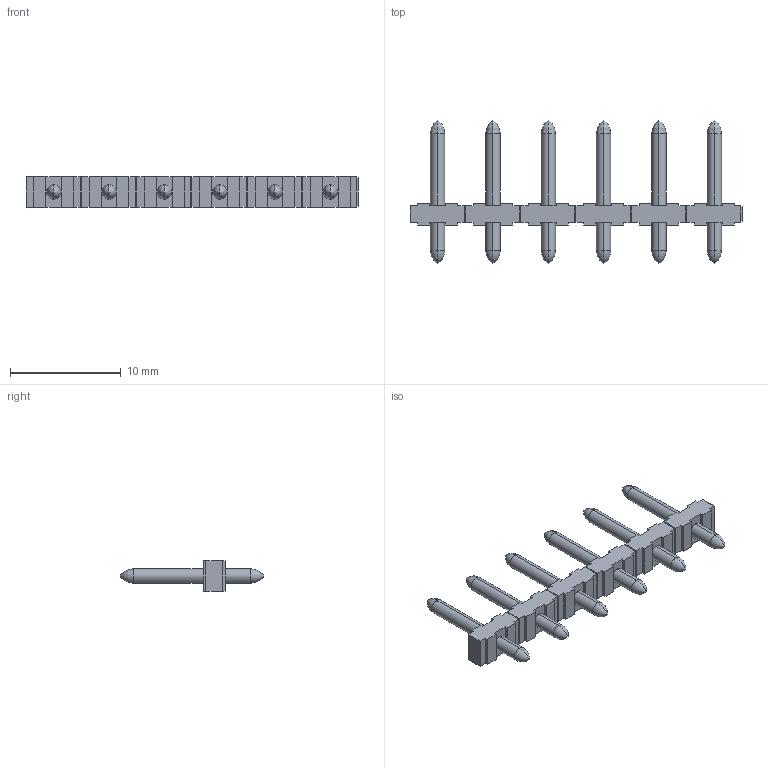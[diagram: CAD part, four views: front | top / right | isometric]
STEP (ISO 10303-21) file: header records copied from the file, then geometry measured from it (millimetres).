
FILE_DESCRIPTION (( 'STEP AP214' ), '1' );
FILE_NAME ('1933228.STEP', '2018-05-11T13:12:47', ( '' ), ( '' ), 'SwSTEP 2.0', 'SolidWorks 2017', '' );
FILE_SCHEMA (( 'AUTOMOTIVE_DESIGN' ));
Length unit declared in the file: millimetre
Products named in the file (1): 1933228
Bounding box: 30 x 13 x 2.8 mm (x, y, z)
Volume: 227.2 mm3; surface area: 646.4 mm2
Topology: 7 solids, 7 shells, 205 faces, 552 edges, 348 vertices
Faces by surface type: plane 157, cylinder 24, torus 24
Entity records: 6270 total; most frequent: CARTESIAN_POINT 1082, ORIENTED_EDGE 1056, DIRECTION 1012, EDGE_CURVE 528, LINE 456, VECTOR 456, VERTEX_POINT 348, AXIS2_PLACEMENT_3D 278
